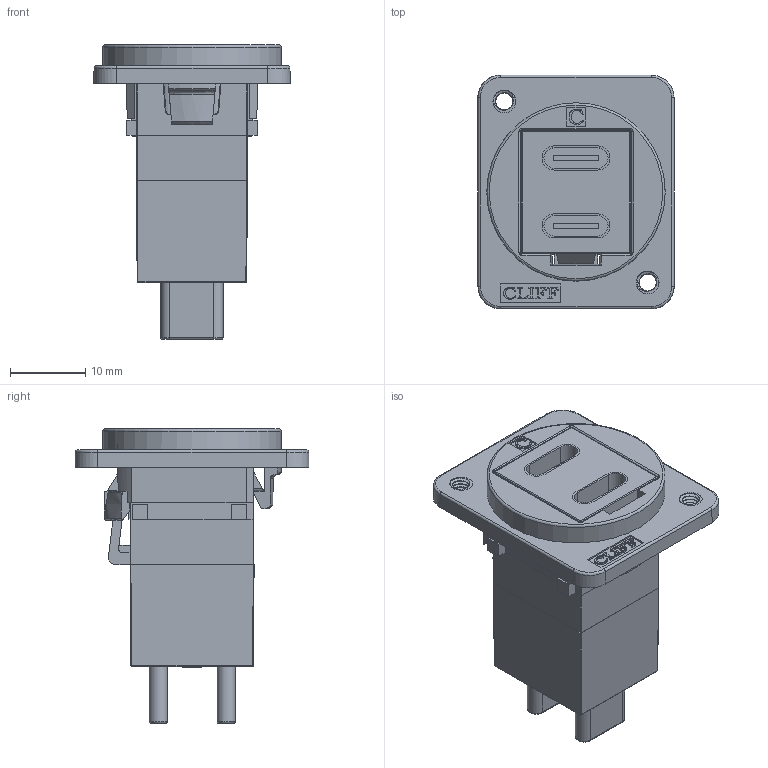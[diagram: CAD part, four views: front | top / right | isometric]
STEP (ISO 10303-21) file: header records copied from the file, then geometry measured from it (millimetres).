
FILE_DESCRIPTION(/* description */ (''),/* implementation_level */ '2;1');
FILE_NAME(/* name */ 'CP30212M3 USBC.stp',/* time_stamp */ '2020-05-14T15:18:55+01:00',/* author */ ('tottley'),/* organization */ (''),/* preprocessor_version */ 'ST-DEVELOPER v18',/* originating_system */ 'Autodesk Inventor 2020',/* authorisation */ '');
FILE_SCHEMA (('AUTOMOTIVE_DESIGN { 1 0 10303 214 3 1 1 }'));
Length unit declared in the file: millimetre
Products named in the file (1): CP30212M3 USBC
Bounding box: 26 x 31 x 39 mm (x, y, z)
Volume: 5031.8 mm3; surface area: 10554 mm2
Topology: 7 solids, 8 shells, 737 faces, 2015 edges, 1313 vertices
Faces by surface type: plane 497, bspline 112, cylinder 88, cone 20, torus 12, sphere 8
Full cylindrical faces by diameter (mm): 2.259 x10, 3 x4
Entity records: 27764 total; most frequent: CARTESIAN_POINT 9670, ORIENTED_EDGE 4030, DIRECTION 3222, EDGE_CURVE 2015, LINE 1468, VECTOR 1468, VERTEX_POINT 1313, AXIS2_PLACEMENT_3D 877
